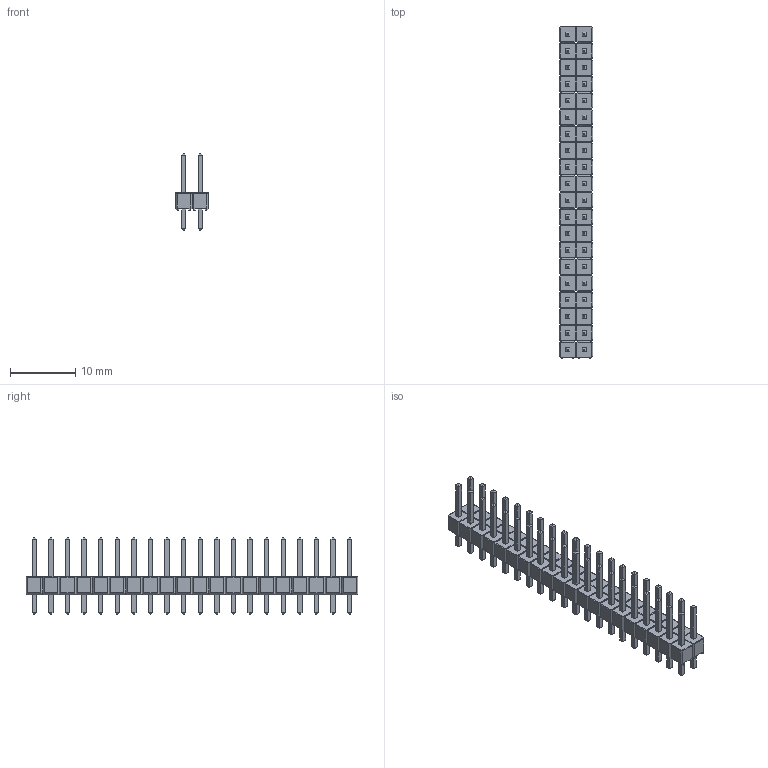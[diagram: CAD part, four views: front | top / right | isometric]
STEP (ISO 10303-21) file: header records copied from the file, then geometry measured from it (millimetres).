
FILE_DESCRIPTION(('HOOPS Exchange Step'),'2;1');
FILE_NAME('temp_export','2024-08-08T07:28:24+04:00',('aleko'),('Shapr3D Limited'),'HOOPS Exchange 2024.2','Shapr3D','Authorized');
FILE_SCHEMA( ('AP242_MANAGED_MODEL_BASED_3D_ENGINEERING_MIM_LF {1 0 10303 442 1 1 4 }') );
Length unit declared in the file: millimetre
Products named in the file (2): temp_import.SLDPRT; root
Assembly tree (1 placements, depth 2):
  root
    temp_import.SLDPRT
Bounding box: 5.08 x 50.8 x 11.8 mm (x, y, z)
Volume: 802.1 mm3; surface area: 2472.9 mm2
Topology: 40 solids, 40 shells, 1520 faces, 3760 edges, 2400 vertices
Faces by surface type: plane 1360, cylinder 160
Entity records: 44673 total; most frequent: CARTESIAN_POINT 7684, ORIENTED_EDGE 7520, DIRECTION 7128, EDGE_CURVE 3760, VECTOR 3440, LINE 3440, VERTEX_POINT 2400, AXIS2_PLACEMENT_3D 1844
